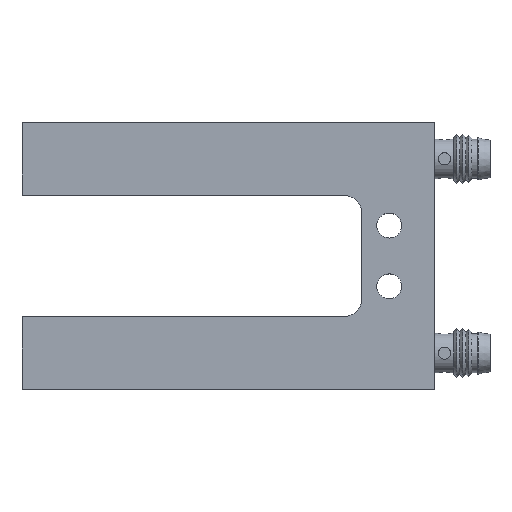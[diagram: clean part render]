
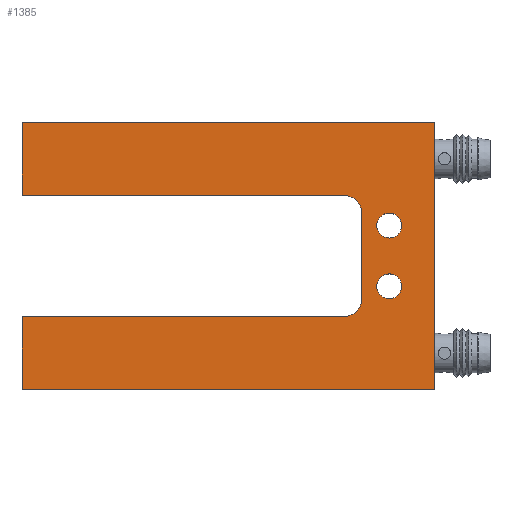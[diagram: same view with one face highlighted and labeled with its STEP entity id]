
A CAD part, top view. The second image highlights one B-rep face of the part: STEP entity #1385.
In plain terms, the highlighted planar face has unit normal (0, 0, 1).
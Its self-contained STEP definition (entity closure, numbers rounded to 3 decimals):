
#53=LINE($,#2202,#79);
#57=LINE($,#2214,#83);
#58=LINE($,#2218,#84);
#62=LINE($,#2226,#88);
#65=LINE($,#2236,#91);
#68=LINE($,#2241,#94);
#70=LINE($,#2245,#96);
#73=LINE($,#2250,#99);
#79=VECTOR($,#1798,14.);
#83=VECTOR($,#1810,53.);
#84=VECTOR($,#1813,68.);
#88=VECTOR($,#1819,44.);
#91=VECTOR($,#1828,53.);
#94=VECTOR($,#1833,12.);
#96=VECTOR($,#1837,12.);
#99=VECTOR($,#1842,68.);
#172=FACE_BOUND($,#423,.T.);
#173=FACE_BOUND($,#424,.T.);
#282=FACE_OUTER_BOUND($,#422,.T.);
#422=EDGE_LOOP($,(#1021,#1022,#1023,#1024,#1025,#1026,#1027,#1028,#1029,
#1030));
#423=EDGE_LOOP($,(#1031));
#424=EDGE_LOOP($,(#1032));
#585=CIRCLE($,#1513,2.05);
#587=CIRCLE($,#1516,2.05);
#590=CIRCLE($,#1520,3.);
#592=CIRCLE($,#1524,3.);
#675=VERTEX_POINT($,#2179);
#677=VERTEX_POINT($,#2184);
#681=VERTEX_POINT($,#2192);
#682=VERTEX_POINT($,#2194);
#684=VERTEX_POINT($,#2200);
#686=VERTEX_POINT($,#2206);
#688=VERTEX_POINT($,#2212);
#689=VERTEX_POINT($,#2216);
#690=VERTEX_POINT($,#2217);
#693=VERTEX_POINT($,#2225);
#697=VERTEX_POINT($,#2235);
#699=VERTEX_POINT($,#2244);
#801=EDGE_CURVE($,#675,#675,#585,.T.);
#803=EDGE_CURVE($,#677,#677,#587,.T.);
#807=EDGE_CURVE($,#681,#682,#590,.T.);
#811=EDGE_CURVE($,#684,#681,#53,.T.);
#814=EDGE_CURVE($,#686,#684,#592,.T.);
#817=EDGE_CURVE($,#688,#686,#57,.T.);
#818=EDGE_CURVE($,#689,#690,#58,.T.);
#822=EDGE_CURVE($,#690,#693,#62,.T.);
#827=EDGE_CURVE($,#682,#697,#65,.T.);
#830=EDGE_CURVE($,#697,#689,#68,.T.);
#832=EDGE_CURVE($,#699,#688,#70,.T.);
#835=EDGE_CURVE($,#693,#699,#73,.T.);
#1021=ORIENTED_EDGE($,*,*,#832,.F.);
#1022=ORIENTED_EDGE($,*,*,#835,.F.);
#1023=ORIENTED_EDGE($,*,*,#822,.F.);
#1024=ORIENTED_EDGE($,*,*,#818,.F.);
#1025=ORIENTED_EDGE($,*,*,#830,.F.);
#1026=ORIENTED_EDGE($,*,*,#827,.F.);
#1027=ORIENTED_EDGE($,*,*,#807,.F.);
#1028=ORIENTED_EDGE($,*,*,#811,.F.);
#1029=ORIENTED_EDGE($,*,*,#814,.F.);
#1030=ORIENTED_EDGE($,*,*,#817,.F.);
#1031=ORIENTED_EDGE($,*,*,#803,.T.);
#1032=ORIENTED_EDGE($,*,*,#801,.T.);
#1208=PLANE($,#1535);
#1385=ADVANCED_FACE($,(#282,#172,#173),#1208,.T.);
#1513=AXIS2_PLACEMENT_3D($,#2180,#1776,#1777);
#1516=AXIS2_PLACEMENT_3D($,#2185,#1782,#1783);
#1520=AXIS2_PLACEMENT_3D($,#2195,#1791,#1792);
#1524=AXIS2_PLACEMENT_3D($,#2208,#1804,#1805);
#1535=AXIS2_PLACEMENT_3D($,#2253,#1846,#1847);
#1776=DIRECTION('center_axis',(0.,0.,-1.));
#1777=DIRECTION('ref_axis',(1.,0.,0.));
#1782=DIRECTION('center_axis',(0.,0.,-1.));
#1783=DIRECTION('ref_axis',(1.,0.,0.));
#1791=DIRECTION('center_axis',(0.,0.,1.));
#1792=DIRECTION('ref_axis',(0.707,0.707,0.));
#1798=DIRECTION($,(0.,1.,0.));
#1804=DIRECTION('center_axis',(0.,0.,1.));
#1805=DIRECTION('ref_axis',(0.707,-0.707,0.));
#1810=DIRECTION($,(1.,0.,0.));
#1813=DIRECTION($,(1.,0.,0.));
#1819=DIRECTION($,(0.,-1.,0.));
#1828=DIRECTION($,(-1.,0.,0.));
#1833=DIRECTION($,(0.,1.,0.));
#1837=DIRECTION($,(0.,1.,0.));
#1842=DIRECTION($,(-1.,0.,0.));
#1846=DIRECTION('center_axis',(0.,0.,1.));
#1847=DIRECTION('ref_axis',(1.,0.,0.));
#2179=CARTESIAN_POINT('',(28.55,5.,12.));
#2180=CARTESIAN_POINT('Origin',(26.5,5.,12.));
#2184=CARTESIAN_POINT('',(28.55,-5.,12.));
#2185=CARTESIAN_POINT('Origin',(26.5,-5.,12.));
#2192=CARTESIAN_POINT('',(22.,7.,12.));
#2194=CARTESIAN_POINT('',(19.,10.,12.));
#2195=CARTESIAN_POINT('Origin',(19.,7.,12.));
#2200=CARTESIAN_POINT('',(22.,-7.,12.));
#2202=CARTESIAN_POINT($,(22.,-7.,12.));
#2206=CARTESIAN_POINT('',(19.,-10.,12.));
#2208=CARTESIAN_POINT('Origin',(19.,-7.,12.));
#2212=CARTESIAN_POINT('',(-34.,-10.,12.));
#2214=CARTESIAN_POINT($,(-34.,-10.,12.));
#2216=CARTESIAN_POINT('',(-34.,22.,12.));
#2217=CARTESIAN_POINT('',(34.,22.,12.));
#2218=CARTESIAN_POINT($,(-34.,22.,12.));
#2225=CARTESIAN_POINT('',(34.,-22.,12.));
#2226=CARTESIAN_POINT($,(34.,22.,12.));
#2235=CARTESIAN_POINT('',(-34.,10.,12.));
#2236=CARTESIAN_POINT($,(19.,10.,12.));
#2241=CARTESIAN_POINT($,(-34.,10.,12.));
#2244=CARTESIAN_POINT('',(-34.,-22.,12.));
#2245=CARTESIAN_POINT($,(-34.,-22.,12.));
#2250=CARTESIAN_POINT($,(34.,-22.,12.));
#2253=CARTESIAN_POINT('Origin',(-31.,-16.,12.));
